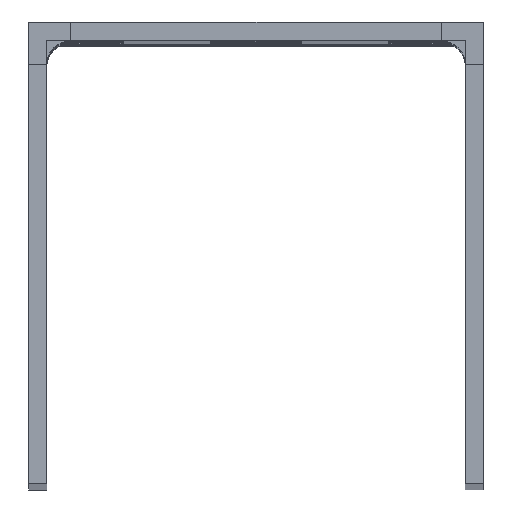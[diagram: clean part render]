
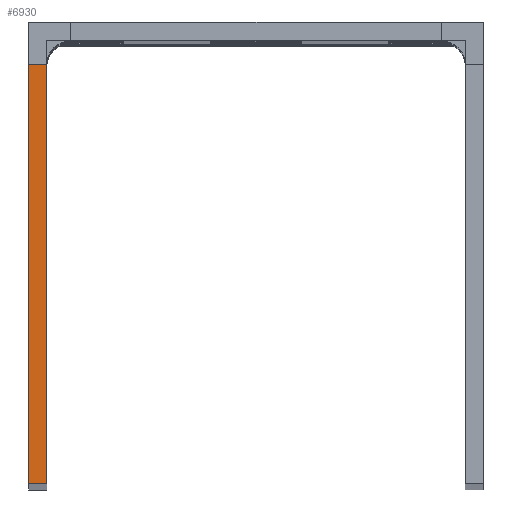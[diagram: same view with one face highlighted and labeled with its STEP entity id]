
A CAD part, top view. The second image highlights one B-rep face of the part: STEP entity #6930.
In plain terms, the highlighted planar face has unit normal (0, 0, 1).
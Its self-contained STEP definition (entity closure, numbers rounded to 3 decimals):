
#497=FACE_OUTER_BOUND('',#897,.T.);
#897=EDGE_LOOP('',(#5954,#5955,#5956,#5957));
#969=LINE('',#9522,#1679);
#984=LINE('',#9573,#1694);
#1051=LINE('',#9773,#1761);
#1109=LINE('',#9956,#1819);
#1679=VECTOR('',#7629,10.);
#1694=VECTOR('',#7668,10.);
#1761=VECTOR('',#7809,10.);
#1819=VECTOR('',#7941,10.);
#2653=VERTEX_POINT('',#9519);
#2654=VERTEX_POINT('',#9521);
#2676=VERTEX_POINT('',#9569);
#2678=VERTEX_POINT('',#9572);
#3281=EDGE_CURVE('',#2654,#2653,#969,.T.);
#3306=EDGE_CURVE('',#2678,#2676,#984,.T.);
#3407=EDGE_CURVE('',#2653,#2678,#1051,.T.);
#3499=EDGE_CURVE('',#2654,#2676,#1109,.T.);
#5954=ORIENTED_EDGE('',*,*,#3407,.T.);
#5955=ORIENTED_EDGE('',*,*,#3306,.T.);
#5956=ORIENTED_EDGE('',*,*,#3499,.F.);
#5957=ORIENTED_EDGE('',*,*,#3281,.T.);
#6303=PLANE('',#7529);
#6930=ADVANCED_FACE('',(#497),#6303,.F.);
#7529=AXIS2_PLACEMENT_3D('',#11274,#9316,#9317);
#7629=DIRECTION('',(0.,1.,0.));
#7668=DIRECTION('',(0.,-1.,0.));
#7809=DIRECTION('',(-1.,0.,0.));
#7941=DIRECTION('',(-1.,0.,0.));
#9316=DIRECTION('center_axis',(0.,0.,-1.));
#9317=DIRECTION('ref_axis',(-1.,0.,0.));
#9519=CARTESIAN_POINT('',(-71.911,-2.,300.));
#9521=CARTESIAN_POINT('',(-71.911,-36.911,300.));
#9522=CARTESIAN_POINT('',(-71.911,-36.911,300.));
#9569=CARTESIAN_POINT('',(-73.411,-36.911,300.));
#9572=CARTESIAN_POINT('',(-73.411,-2.,300.));
#9573=CARTESIAN_POINT('',(-73.411,-36.911,300.));
#9773=CARTESIAN_POINT('',(-71.911,-2.,300.));
#9956=CARTESIAN_POINT('',(-71.911,-36.911,300.));
#11274=CARTESIAN_POINT('Origin',(-39.089,4.25,300.));
